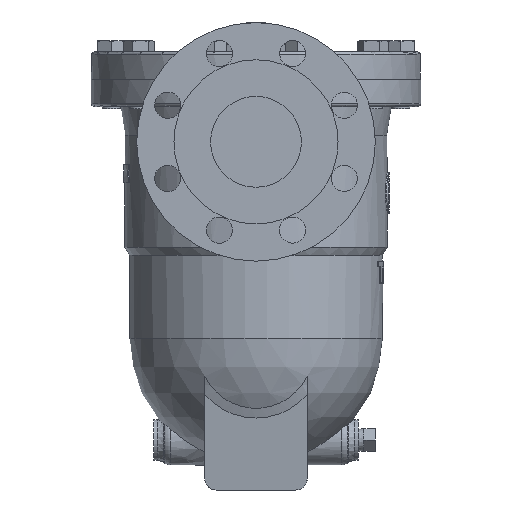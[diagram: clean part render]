
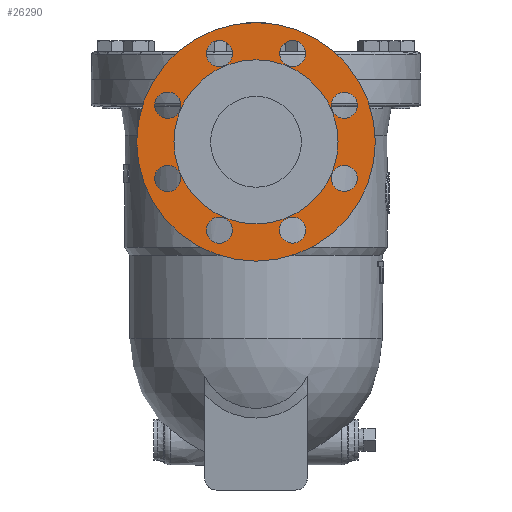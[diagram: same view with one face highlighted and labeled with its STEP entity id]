
A CAD part, left-side view. The second image highlights one B-rep face of the part: STEP entity #26290.
In plain terms, the highlighted planar face has unit normal (-1, 0, 0).
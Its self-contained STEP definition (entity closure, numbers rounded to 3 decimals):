
#24997=CARTESIAN_POINT('',(-199.9,-85.876,-14.665));
#24998=VERTEX_POINT('',#24997);
#24999=CARTESIAN_POINT('',(-199.9,-77.744,-22.797));
#25000=DIRECTION('',(1.,0.,0.));
#25001=DIRECTION('',(0.,-0.707,0.707));
#25002=AXIS2_PLACEMENT_3D('',#24999,#25000,#25001);
#25003=CIRCLE('',#25002,11.5);
#25004=EDGE_CURVE('',#24998,#24998,#25003,.T.);
#25046=CARTESIAN_POINT('',(-199.9,-89.244,-87.203));
#25047=VERTEX_POINT('',#25046);
#25048=CARTESIAN_POINT('',(-199.9,-77.744,-87.203));
#25049=DIRECTION('',(1.0,0.0,0.0));
#25050=DIRECTION('',(0.0,-1.0,0.0));
#25051=AXIS2_PLACEMENT_3D('',#25048,#25049,#25050);
#25052=CIRCLE('',#25051,11.5);
#25053=EDGE_CURVE('',#25047,#25047,#25052,.T.);
#25095=CARTESIAN_POINT('',(-199.9,-40.335,-140.876));
#25096=VERTEX_POINT('',#25095);
#25097=CARTESIAN_POINT('',(-199.9,-32.203,-132.744));
#25098=DIRECTION('',(1.0,0.,0.));
#25099=DIRECTION('',(0.,-0.707,-0.707));
#25100=AXIS2_PLACEMENT_3D('',#25097,#25098,#25099);
#25101=CIRCLE('',#25100,11.5);
#25102=EDGE_CURVE('',#25096,#25096,#25101,.T.);
#25144=CARTESIAN_POINT('',(-199.9,32.203,-144.244));
#25145=VERTEX_POINT('',#25144);
#25146=CARTESIAN_POINT('',(-199.9,32.203,-132.744));
#25147=DIRECTION('',(1.0,0.0,0.0));
#25148=DIRECTION('',(0.0,0.0,-1.0));
#25149=AXIS2_PLACEMENT_3D('',#25146,#25147,#25148);
#25150=CIRCLE('',#25149,11.5);
#25151=EDGE_CURVE('',#25145,#25145,#25150,.T.);
#25193=CARTESIAN_POINT('',(-199.9,85.876,-95.335));
#25194=VERTEX_POINT('',#25193);
#25195=CARTESIAN_POINT('',(-199.9,77.744,-87.203));
#25196=DIRECTION('',(1.0,0.,0.));
#25197=DIRECTION('',(0.,0.707,-0.707));
#25198=AXIS2_PLACEMENT_3D('',#25195,#25196,#25197);
#25199=CIRCLE('',#25198,11.5);
#25200=EDGE_CURVE('',#25194,#25194,#25199,.T.);
#25242=CARTESIAN_POINT('',(-199.9,89.244,-22.797));
#25243=VERTEX_POINT('',#25242);
#25244=CARTESIAN_POINT('',(-199.9,77.744,-22.797));
#25245=DIRECTION('',(1.0,0.0,0.0));
#25246=DIRECTION('',(0.0,1.0,0.0));
#25247=AXIS2_PLACEMENT_3D('',#25244,#25245,#25246);
#25248=CIRCLE('',#25247,11.5);
#25249=EDGE_CURVE('',#25243,#25243,#25248,.T.);
#25291=CARTESIAN_POINT('',(-199.9,40.335,30.876));
#25292=VERTEX_POINT('',#25291);
#25293=CARTESIAN_POINT('',(-199.9,32.203,22.744));
#25294=DIRECTION('',(1.0,0.,0.));
#25295=DIRECTION('',(0.,0.707,0.707));
#25296=AXIS2_PLACEMENT_3D('',#25293,#25294,#25295);
#25297=CIRCLE('',#25296,11.5);
#25298=EDGE_CURVE('',#25292,#25292,#25297,.T.);
#25340=CARTESIAN_POINT('',(-199.9,-32.203,34.244));
#25341=VERTEX_POINT('',#25340);
#25342=CARTESIAN_POINT('',(-199.9,-32.203,22.744));
#25343=DIRECTION('',(1.0,0.0,0.0));
#25344=DIRECTION('',(0.0,0.0,1.0));
#25345=AXIS2_PLACEMENT_3D('',#25342,#25343,#25344);
#25346=CIRCLE('',#25345,11.5);
#25347=EDGE_CURVE('',#25341,#25341,#25346,.T.);
#26239=CARTESIAN_POINT('',(-199.9,0.0,33.625));
#26240=DIRECTION('',(-1.0,0.0,0.0));
#26241=DIRECTION('',(0.0,0.0,1.0));
#26242=AXIS2_PLACEMENT_3D('',#26239,#26240,#26241);
#26243=PLANE('',#26242);
#26244=CARTESIAN_POINT('',(-199.9,0.0,50.));
#26245=VERTEX_POINT('',#26244);
#26246=CARTESIAN_POINT('',(-199.9,0.0,-55.));
#26247=DIRECTION('',(-1.0,0.0,0.0));
#26248=DIRECTION('',(0.0,0.0,1.0));
#26249=AXIS2_PLACEMENT_3D('',#26246,#26247,#26248);
#26250=CIRCLE('',#26249,105.0);
#26251=EDGE_CURVE('',#26245,#26245,#26250,.T.);
#26252=ORIENTED_EDGE('',*,*,#26251,.T.);
#26253=EDGE_LOOP('',(#26252));
#26254=FACE_OUTER_BOUND('',#26253,.T.);
#26255=ORIENTED_EDGE('',*,*,#25004,.T.);
#26256=EDGE_LOOP('',(#26255));
#26257=FACE_BOUND('',#26256,.T.);
#26258=ORIENTED_EDGE('',*,*,#25053,.T.);
#26259=EDGE_LOOP('',(#26258));
#26260=FACE_BOUND('',#26259,.T.);
#26261=ORIENTED_EDGE('',*,*,#25102,.T.);
#26262=EDGE_LOOP('',(#26261));
#26263=FACE_BOUND('',#26262,.T.);
#26264=ORIENTED_EDGE('',*,*,#25151,.T.);
#26265=EDGE_LOOP('',(#26264));
#26266=FACE_BOUND('',#26265,.T.);
#26267=ORIENTED_EDGE('',*,*,#25200,.T.);
#26268=EDGE_LOOP('',(#26267));
#26269=FACE_BOUND('',#26268,.T.);
#26270=ORIENTED_EDGE('',*,*,#25249,.T.);
#26271=EDGE_LOOP('',(#26270));
#26272=FACE_BOUND('',#26271,.T.);
#26273=ORIENTED_EDGE('',*,*,#25298,.T.);
#26274=EDGE_LOOP('',(#26273));
#26275=FACE_BOUND('',#26274,.T.);
#26276=ORIENTED_EDGE('',*,*,#25347,.T.);
#26277=EDGE_LOOP('',(#26276));
#26278=FACE_BOUND('',#26277,.T.);
#26279=CARTESIAN_POINT('',(-199.9,0.0,17.25));
#26280=VERTEX_POINT('',#26279);
#26281=CARTESIAN_POINT('',(-199.9,0.0,-55.));
#26282=DIRECTION('',(-1.0,0.0,0.0));
#26283=DIRECTION('',(0.0,0.0,1.0));
#26284=AXIS2_PLACEMENT_3D('',#26281,#26282,#26283);
#26285=CIRCLE('',#26284,72.25);
#26286=EDGE_CURVE('',#26280,#26280,#26285,.T.);
#26287=ORIENTED_EDGE('',*,*,#26286,.F.);
#26288=EDGE_LOOP('',(#26287));
#26289=FACE_BOUND('',#26288,.T.);
#26290=ADVANCED_FACE('',(#26254,#26257,#26260,#26263,#26266,#26269,#26272,#26275,#26278,#26289),#26243,.T.);
